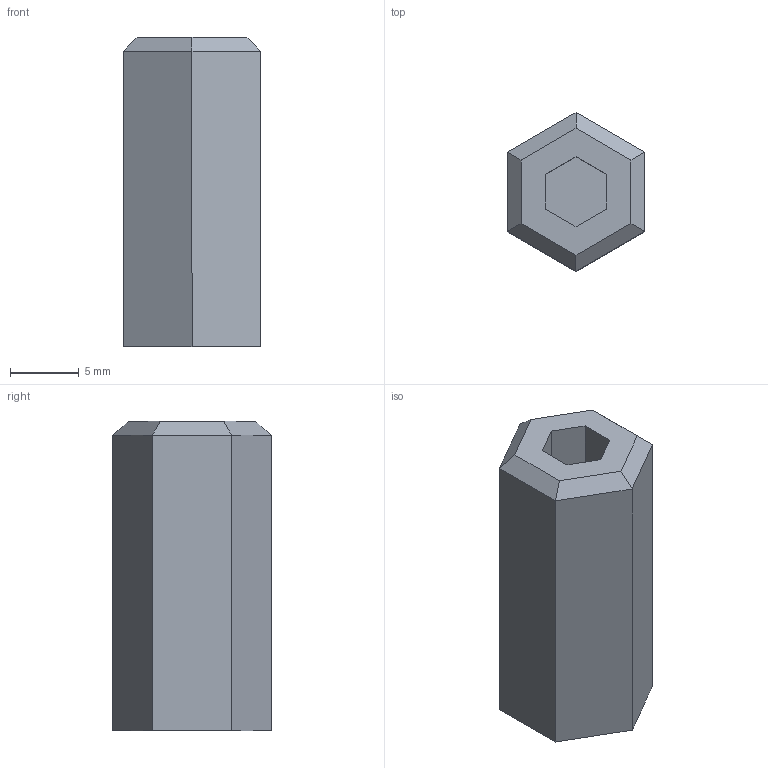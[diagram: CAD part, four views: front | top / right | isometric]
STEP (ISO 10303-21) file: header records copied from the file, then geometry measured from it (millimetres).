
FILE_DESCRIPTION(('Open CASCADE Model'),'2;1');
FILE_NAME('Open CASCADE Shape Model','2025-01-07T01:01:18',('Author'),( 'Open CASCADE'),'Open CASCADE STEP processor 7.7','Open CASCADE 7.7' ,'Unknown');
FILE_SCHEMA(('AUTOMOTIVE_DESIGN { 1 0 10303 214 1 1 1 1 }'));
Length unit declared in the file: millimetre
Products named in the file (2): =>[0:1:1:2]; COMPOUND
Assembly tree (1 placements, depth 2):
  =>[0:1:1:2]
    COMPOUND
Bounding box: 10 x 11.55 x 22.5 mm (x, y, z)
Volume: 1650 mm3; surface area: 1252.2 mm2
Topology: 1 solids, 2 shells, 27 faces, 57 edges, 36 vertices
Faces by surface type: plane 25, cylinder 2
Full cylindrical faces by diameter (mm): 5.4 x1
Entity records: 1474 total; most frequent: CARTESIAN_POINT 236, DIRECTION 233, LINE 163, VECTOR 163, ORIENTED_EDGE 114, PCURVE 114, DEFINITIONAL_REPRESENTATION 114, EDGE_CURVE 57
